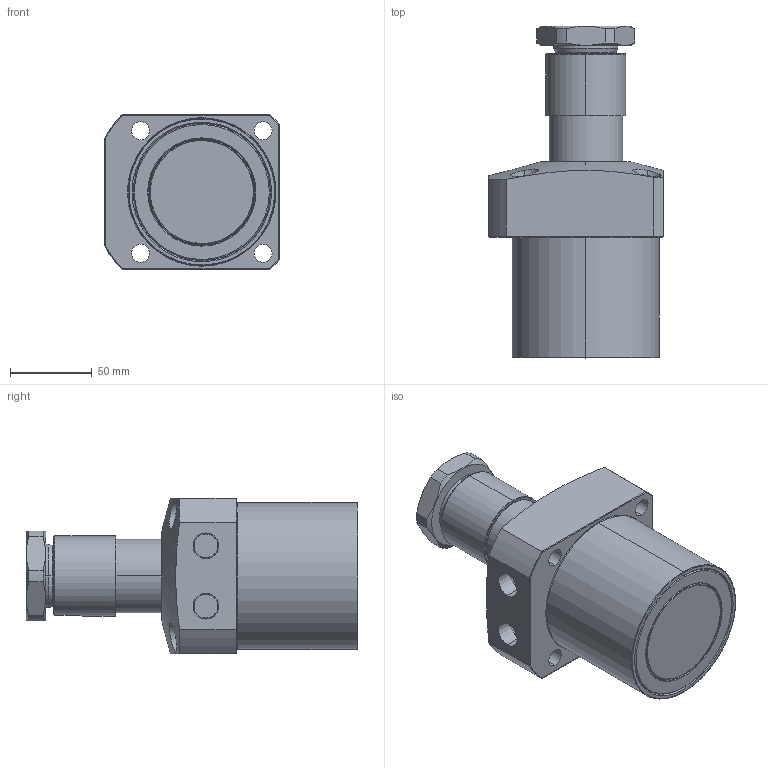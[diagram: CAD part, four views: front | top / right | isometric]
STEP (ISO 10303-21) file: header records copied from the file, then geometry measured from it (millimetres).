
FILE_DESCRIPTION (( 'STEP AP203' ), '1' );
FILE_NAME ('LHA0900-SL.STEP', '2019-09-24T02:20:56', ( '微软用户' ), ( '微软中国' ), 'SwSTEP 2.0', 'SolidWorks 2012', '' );
FILE_SCHEMA (( 'CONFIG_CONTROL_DESIGN' ));
Length unit declared in the file: millimetre
Products named in the file (6): LHA0900-SL; LHA0900-簸忣諍匏_; LHA0900-ů_; LHA0900-楓羔_蹬怮椔); LHA0900-咂衝椳紕_蹬怮椔); LHA0900-槭暌滀S(蹬怮椔)
Assembly tree (5 placements, depth 2):
  LHA0900-SL
    LHA0900-槭暌滀S(蹬怮椔)
    LHA0900-咂衝椳紕_蹬怮椔)
    LHA0900-楓羔_蹬怮椔)
    LHA0900-ů_
    LHA0900-簸忣諍匏_
Bounding box: 107 x 203 x 95 mm (x, y, z)
Volume: 1018338.7 mm3; surface area: 106104.4 mm2
Topology: 5 solids, 6 shells, 182 faces, 434 edges, 277 vertices
Faces by surface type: cylinder 66, plane 59, cone 37, bspline 20
Entity records: 7232 total; most frequent: CARTESIAN_POINT 2495, ORIENTED_EDGE 866, DIRECTION 857, EDGE_CURVE 433, AXIS2_PLACEMENT_3D 351, VERTEX_POINT 277, EDGE_LOOP 206, FACE_OUTER_BOUND 182
